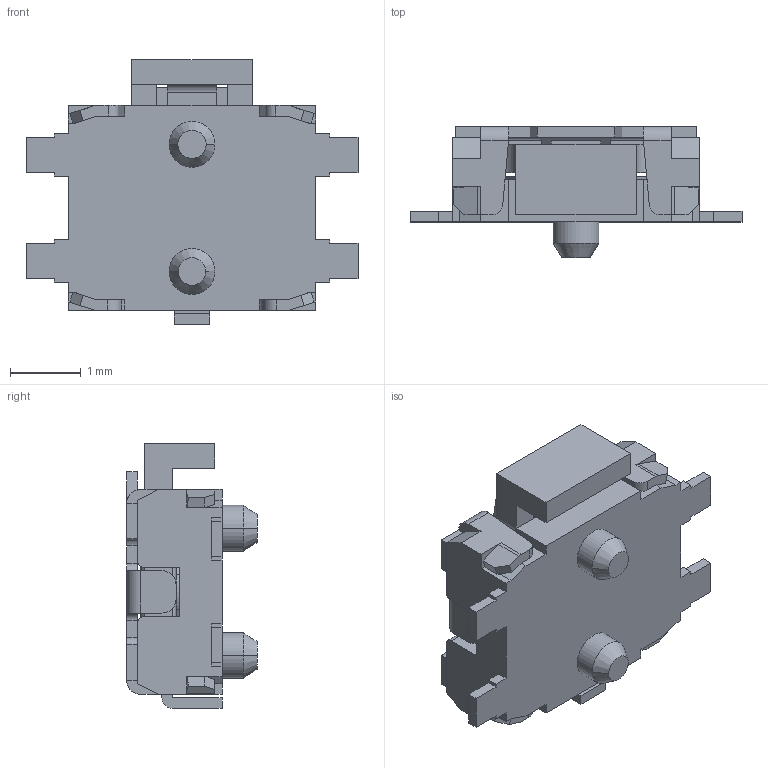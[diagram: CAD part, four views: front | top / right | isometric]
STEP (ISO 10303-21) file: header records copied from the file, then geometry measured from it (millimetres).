
FILE_DESCRIPTION(('FreeCAD Model'),'2;1');
FILE_NAME('PTS840ESDGKPSMTRLFS2.step','2020-02-14T17:35:21',( 'Author'),(''),'Open CASCADE STEP processor 7.3','FreeCAD','Unknown' );
FILE_SCHEMA(('AUTOMOTIVE_DESIGN { 1 0 10303 214 1 1 1 1 }'));
Length unit declared in the file: millimetre
Products named in the file (1): Y97M06840FPLFS_G
Bounding box: 4.7 x 1.85 x 3.75 mm (x, y, z)
Volume: 10.5 mm3; surface area: 99.3 mm2
Topology: 1 solids, 1 shells, 343 faces, 1021 edges, 665 vertices
Faces by surface type: plane 243, cylinder 86, bspline 8, cone 4, sphere 2
Entity records: 29069 total; most frequent: CARTESIAN_POINT 6512, DIRECTION 3738, LINE 2586, VECTOR 2586, ORIENTED_EDGE 2038, PCURVE 2038, DEFINITIONAL_REPRESENTATION 2038, EDGE_CURVE 1019
